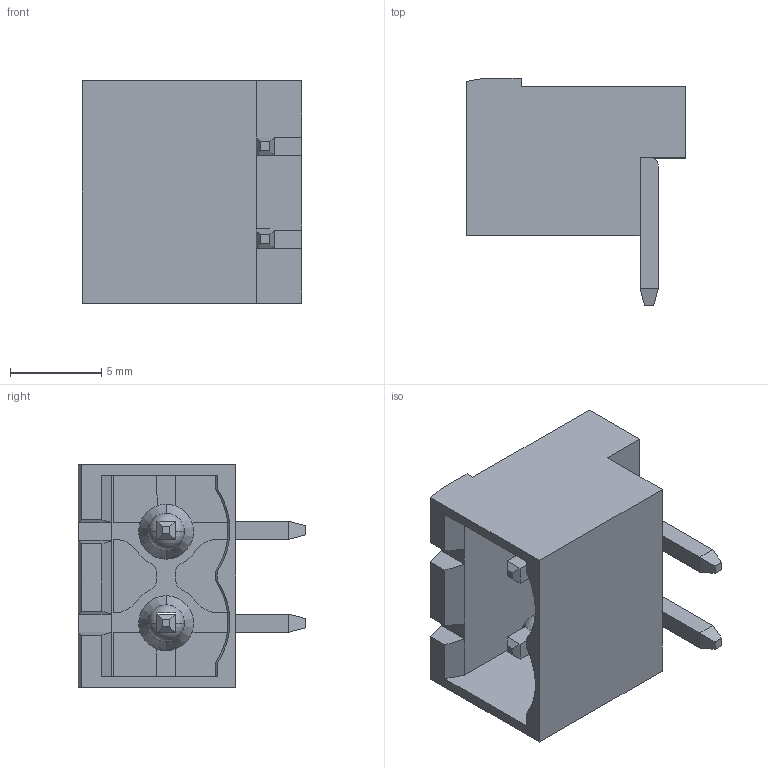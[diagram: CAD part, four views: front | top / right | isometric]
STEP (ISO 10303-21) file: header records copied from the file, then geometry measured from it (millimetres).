
FILE_DESCRIPTION (( 'STEP AP214' ), '1' );
FILE_NAME ('1757242.STEP', '2022-01-11T10:09:55', ( '' ), ( '' ), 'SwSTEP 2.0', 'SolidWorks 2018', '' );
FILE_SCHEMA (( 'AUTOMOTIVE_DESIGN' ));
Length unit declared in the file: millimetre
Products named in the file (1): 1757242
Bounding box: 12 x 12.43 x 12.16 mm (x, y, z)
Volume: 581.1 mm3; surface area: 1184.6 mm2
Topology: 3 solids, 3 shells, 143 faces, 384 edges, 240 vertices
Faces by surface type: plane 105, cylinder 28, cone 6, sphere 4
Entity records: 5970 total; most frequent: CARTESIAN_POINT 776, ORIENTED_EDGE 760, DIRECTION 758, EDGE_CURVE 380, LINE 282, VECTOR 282, VERTEX_POINT 240, AXIS2_PLACEMENT_3D 238
